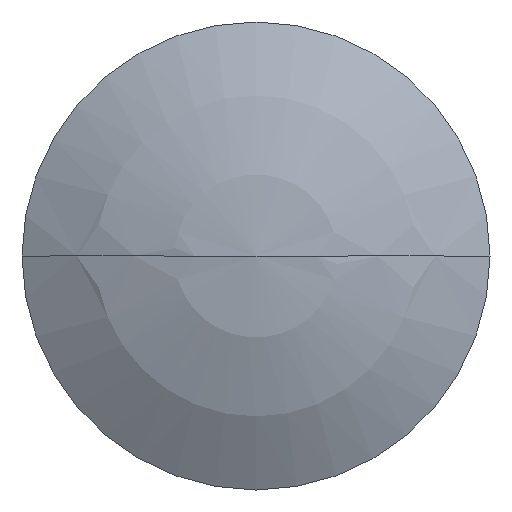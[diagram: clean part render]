
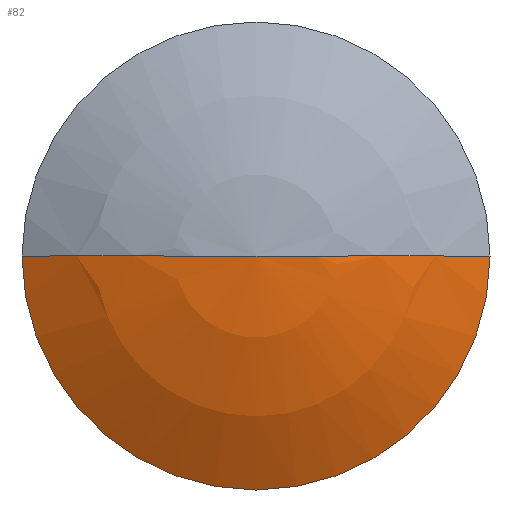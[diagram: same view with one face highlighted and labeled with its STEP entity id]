
A CAD part, front view. The second image highlights one B-rep face of the part: STEP entity #82.
In plain terms, the highlighted spherical face has radius 1.06 mm.
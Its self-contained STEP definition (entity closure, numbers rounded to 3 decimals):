
#82=ADVANCED_FACE('',(#111),#112,.T.);
#111=FACE_OUTER_BOUND('',#156,.T.);
#112=SPHERICAL_SURFACE('',#157,1.06);
#156=EDGE_LOOP('',(#235,#236,#237));
#157=AXIS2_PLACEMENT_3D('',#238,#239,#240);
#235=ORIENTED_EDGE('',*,*,#353,.F.);
#236=ORIENTED_EDGE('',*,*,#354,.F.);
#237=ORIENTED_EDGE('',*,*,#355,.F.);
#238=CARTESIAN_POINT('',(0.0,0.906,0.0));
#239=DIRECTION('',(0.0,1.0,0.0));
#240=DIRECTION('',(1.0,0.0,0.0));
#353=EDGE_CURVE('',#412,#413,#414,.T.);
#354=EDGE_CURVE('',#415,#412,#416,.T.);
#355=EDGE_CURVE('',#413,#415,#417,.T.);
#412=VERTEX_POINT('',#486);
#413=VERTEX_POINT('',#487);
#414=CIRCLE('',#488,1.06);
#415=VERTEX_POINT('',#489);
#416=CIRCLE('',#490,1.06);
#417=CIRCLE('',#491,0.55);
#486=CARTESIAN_POINT('',(0.,-0.154,0.));
#487=CARTESIAN_POINT('',(0.55,0.0,0.));
#488=AXIS2_PLACEMENT_3D('',#559,#560,#561);
#489=CARTESIAN_POINT('',(-0.55,0.0,0.0));
#490=AXIS2_PLACEMENT_3D('',#562,#563,#564);
#491=AXIS2_PLACEMENT_3D('',#565,#566,#567);
#559=CARTESIAN_POINT('',(0.0,0.906,0.0));
#560=DIRECTION('',(0.,0.,1.0));
#561=DIRECTION('',(0.0,1.0,0.));
#562=CARTESIAN_POINT('',(0.0,0.906,0.0));
#563=DIRECTION('',(0.,0.0,1.0));
#564=DIRECTION('',(-1.0,0.0,0.));
#565=CARTESIAN_POINT('',(0.0,0.0,0.0));
#566=DIRECTION('',(-0.0,1.0,0.0));
#567=DIRECTION('',(1.0,0.0,0.0));
